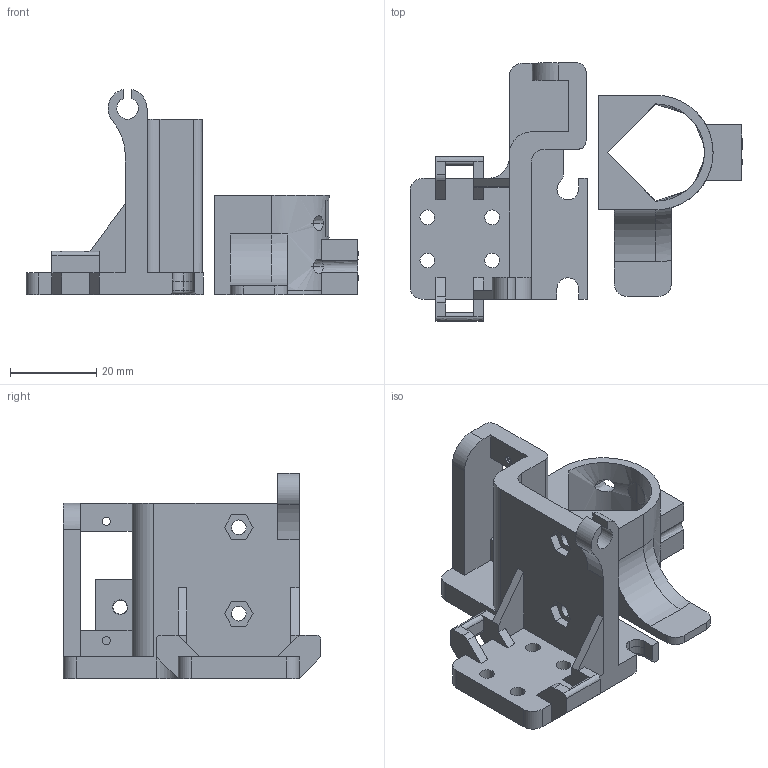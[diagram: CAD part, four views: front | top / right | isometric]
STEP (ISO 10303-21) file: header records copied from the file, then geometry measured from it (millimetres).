
FILE_DESCRIPTION(/* description */ (''),/* implementation_level */ '2;1');
FILE_NAME(/* name */ 'pen lift',/* time_stamp */ '2022-05-24T19:25:54+08:00',/* author */ (''),/* organization */ (''),/* preprocessor_version */ 'ST-DEVELOPER v16.5',/* originating_system */ '',/* authorisation */ '');
FILE_SCHEMA (('AUTOMOTIVE_DESIGN'));
Length unit declared in the file: millimetre
Products named in the file (1): Document
Bounding box: 76.81 x 59.64 x 47.43 mm (x, y, z)
Volume: 26370.6 mm3; surface area: 16993.9 mm2
Topology: 2 solids, 2 shells, 265 faces, 745 edges, 486 vertices
Faces by surface type: plane 157, bspline 108
Entity records: 9144 total; most frequent: CARTESIAN_POINT 4557, ORIENTED_EDGE 1490, EDGE_CURVE 745, B_SPLINE_CURVE_WITH_KNOTS 507, VERTEX_POINT 486, EDGE_LOOP 311, ADVANCED_FACE 265, FACE_OUTER_BOUND 265
